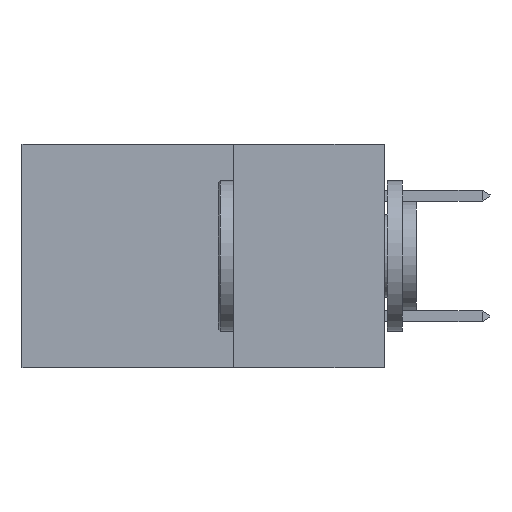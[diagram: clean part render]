
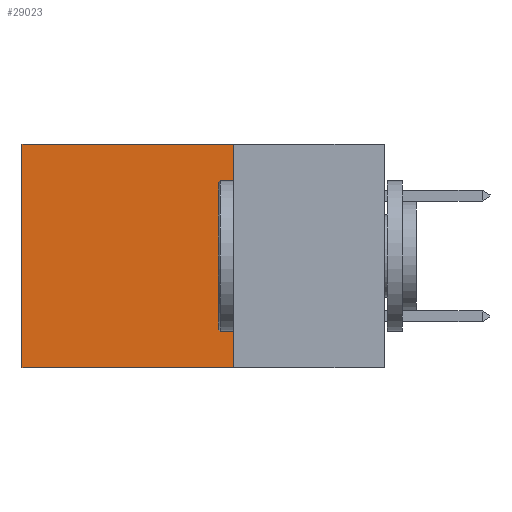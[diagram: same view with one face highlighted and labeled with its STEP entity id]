
A CAD part, left-side view. The second image highlights one B-rep face of the part: STEP entity #29023.
In plain terms, the highlighted planar face has unit normal (-1, 0, 0).
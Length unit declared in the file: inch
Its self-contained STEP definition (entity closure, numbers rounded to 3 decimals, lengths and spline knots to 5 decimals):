
#785 = CARTESIAN_POINT ( 'NONE',  ( 0.2875, 0.25, 0. ) ) ;
#2135 = EDGE_CURVE ( 'NONE', #20285, #2615, #5924, .T. ) ;
#2262 = ORIENTED_EDGE ( 'NONE', *, *, #32757, .F. ) ;
#2615 = VERTEX_POINT ( 'NONE', #19481 ) ;
#2924 = VECTOR ( 'NONE', #7261, 39.37008 ) ;
#3403 = FACE_OUTER_BOUND ( 'NONE', #8949, .T. ) ;
#4163 = CARTESIAN_POINT ( 'NONE',  ( 0.2875, 0.25, -0.37 ) ) ;
#4801 = VERTEX_POINT ( 'NONE', #4163 ) ;
#5471 = VECTOR ( 'NONE', #14022, 39.37008 ) ;
#5652 = DIRECTION ( 'NONE',  ( 1., 0., 0. ) ) ;
#5860 = AXIS2_PLACEMENT_3D ( 'NONE', #10806, #5652, #23681 ) ;
#5924 = LINE ( 'NONE', #13047, #12092 ) ;
#5995 = EDGE_CURVE ( 'NONE', #4801, #2615, #10328, .T. ) ;
#6609 = CARTESIAN_POINT ( 'NONE',  ( 0.2875, 0.25, -0.37 ) ) ;
#7155 = CARTESIAN_POINT ( 'NONE',  ( 0.2875, 0.6, 0. ) ) ;
#7261 = DIRECTION ( 'NONE',  ( 0., 1., 0. ) ) ;
#8949 = EDGE_LOOP ( 'NONE', ( #30026, #14897, #2262, #14804 ) ) ;
#9498 = VECTOR ( 'NONE', #26992, 39.37008 ) ;
#10328 = LINE ( 'NONE', #6609, #9498 ) ;
#10806 = CARTESIAN_POINT ( 'NONE',  ( 0.2875, 0.25, 0. ) ) ;
#12092 = VECTOR ( 'NONE', #24746, 39.37008 ) ;
#12483 = LINE ( 'NONE', #785, #5471 ) ;
#12865 = EDGE_CURVE ( 'NONE', #31256, #20285, #21192, .T. ) ;
#13047 = CARTESIAN_POINT ( 'NONE',  ( 0.2875, 0.6, 0. ) ) ;
#14022 = DIRECTION ( 'NONE',  ( 0., 0., -1. ) ) ;
#14804 = ORIENTED_EDGE ( 'NONE', *, *, #12865, .T. ) ;
#14897 = ORIENTED_EDGE ( 'NONE', *, *, #5995, .F. ) ;
#19481 = CARTESIAN_POINT ( 'NONE',  ( 0.2875, 0.6, -0.37 ) ) ;
#20285 = VERTEX_POINT ( 'NONE', #7155 ) ;
#21126 = PLANE ( 'NONE',  #5860 ) ;
#21192 = LINE ( 'NONE', #25142, #2924 ) ;
#23681 = DIRECTION ( 'NONE',  ( 0., 0., -1. ) ) ;
#24746 = DIRECTION ( 'NONE',  ( 0., 0., -1. ) ) ;
#25142 = CARTESIAN_POINT ( 'NONE',  ( 0.2875, 0.25, 0. ) ) ;
#26992 = DIRECTION ( 'NONE',  ( 0., 1., 0. ) ) ;
#29023 = ADVANCED_FACE ( 'NONE', ( #3403 ), #21126, .F. ) ;
#30026 = ORIENTED_EDGE ( 'NONE', *, *, #2135, .T. ) ;
#30049 = CARTESIAN_POINT ( 'NONE',  ( 0.2875, 0.25, 0. ) ) ;
#31256 = VERTEX_POINT ( 'NONE', #30049 ) ;
#32757 = EDGE_CURVE ( 'NONE', #31256, #4801, #12483, .T. ) ;
